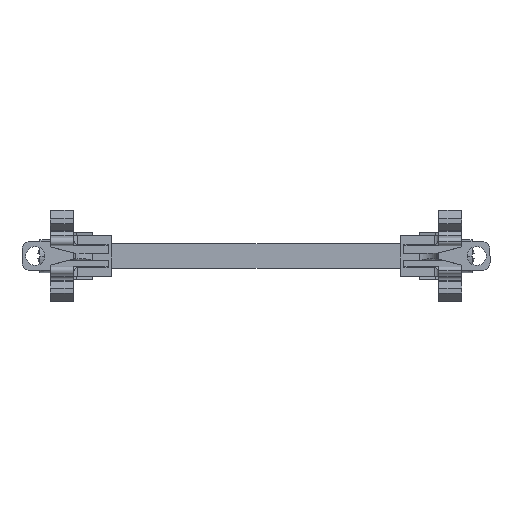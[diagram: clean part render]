
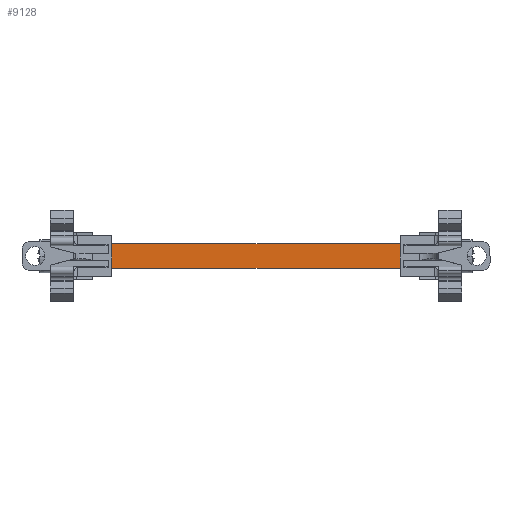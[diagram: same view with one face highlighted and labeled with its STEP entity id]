
A CAD part, front view. The second image highlights one B-rep face of the part: STEP entity #9128.
In plain terms, the highlighted planar face has unit normal (0, -1, 0).
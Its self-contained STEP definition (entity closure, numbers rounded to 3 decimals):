
#3527 = AXIS2_PLACEMENT_3D ( 'NONE', #24050, #24036, #24047 ) ;
#4789 = CARTESIAN_POINT ( 'NONE',  ( -69.805, -45.464, 92.757 ) ) ;
#4790 = DIRECTION ( 'NONE',  ( 0., 0., 1. ) ) ;
#4797 = LINE ( 'NONE', #4827, #23682 ) ;
#4812 = DIRECTION ( 'NONE',  ( -1., 0., 0. ) ) ;
#4827 = CARTESIAN_POINT ( 'NONE',  ( -118.105, -45.464, 99.257 ) ) ;
#4830 = LINE ( 'NONE', #4789, #23701 ) ;
#9128 = ADVANCED_FACE ( 'NONE', ( #24068 ), #24041, .F. ) ;
#10126 = EDGE_LOOP ( 'NONE', ( #19044, #18996, #18968, #19001 ) ) ;
#12175 = CARTESIAN_POINT ( 'NONE',  ( -118.105, -45.464, 92.757 ) ) ;
#12179 = CARTESIAN_POINT ( 'NONE',  ( -118.105, -45.464, 99.257 ) ) ;
#12182 = CARTESIAN_POINT ( 'NONE',  ( -42.505, -45.464, 92.757 ) ) ;
#12214 = CARTESIAN_POINT ( 'NONE',  ( -42.505, -45.464, 99.257 ) ) ;
#12966 = DIRECTION ( 'NONE',  ( -1., 0., 0. ) ) ;
#12970 = LINE ( 'NONE', #12985, #23608 ) ;
#12985 = CARTESIAN_POINT ( 'NONE',  ( -69.805, -45.464, 99.257 ) ) ;
#13015 = DIRECTION ( 'NONE',  ( 0., 0., -1. ) ) ;
#13022 = CARTESIAN_POINT ( 'NONE',  ( -42.505, -45.464, 99.257 ) ) ;
#13046 = LINE ( 'NONE', #13022, #23637 ) ;
#15917 = EDGE_CURVE ( 'NONE', #17720, #17686, #12970, .T. ) ;
#15939 = EDGE_CURVE ( 'NONE', #17720, #17699, #13046, .T. ) ;
#15967 = EDGE_CURVE ( 'NONE', #17693, #17686, #4797, .T. ) ;
#15978 = EDGE_CURVE ( 'NONE', #17699, #17693, #4830, .T. ) ;
#17686 = VERTEX_POINT ( 'NONE', #12179 ) ;
#17693 = VERTEX_POINT ( 'NONE', #12175 ) ;
#17699 = VERTEX_POINT ( 'NONE', #12182 ) ;
#17720 = VERTEX_POINT ( 'NONE', #12214 ) ;
#18968 = ORIENTED_EDGE ( 'NONE', *, *, #15939, .F. ) ;
#18996 = ORIENTED_EDGE ( 'NONE', *, *, #15978, .F. ) ;
#19001 = ORIENTED_EDGE ( 'NONE', *, *, #15917, .T. ) ;
#19044 = ORIENTED_EDGE ( 'NONE', *, *, #15967, .F. ) ;
#23608 = VECTOR ( 'NONE', #12966, 1000. ) ;
#23637 = VECTOR ( 'NONE', #13015, 1000. ) ;
#23682 = VECTOR ( 'NONE', #4790, 1000. ) ;
#23701 = VECTOR ( 'NONE', #4812, 1000. ) ;
#24036 = DIRECTION ( 'NONE',  ( 0., 1., 0. ) ) ;
#24041 = PLANE ( 'NONE',  #3527 ) ;
#24047 = DIRECTION ( 'NONE',  ( -1., 0., 0. ) ) ;
#24050 = CARTESIAN_POINT ( 'NONE',  ( -69.805, -45.464, 99.257 ) ) ;
#24068 = FACE_OUTER_BOUND ( 'NONE', #10126, .T. ) ;
